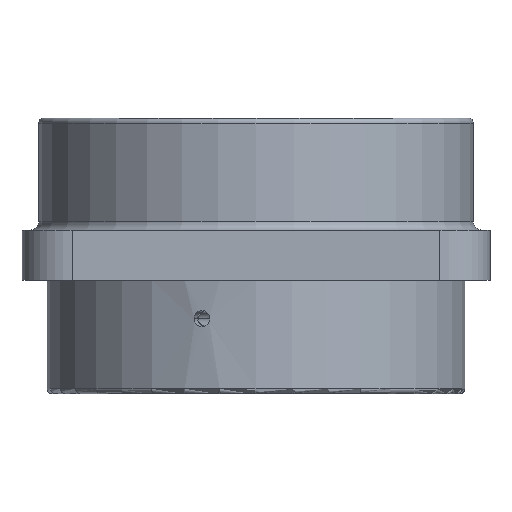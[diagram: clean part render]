
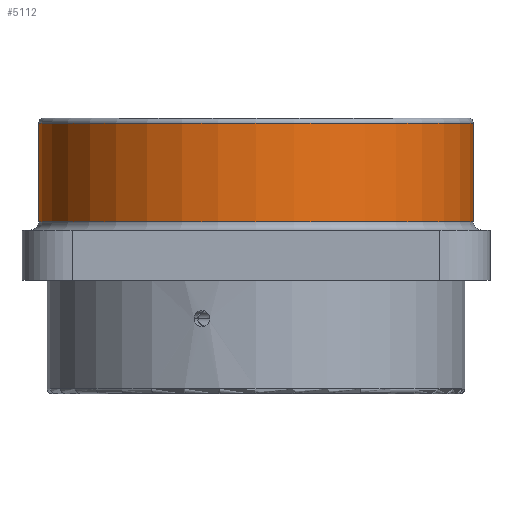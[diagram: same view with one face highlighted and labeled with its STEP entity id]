
A CAD part, front view. The second image highlights one B-rep face of the part: STEP entity #5112.
In plain terms, the highlighted cylindrical face has radius 130 mm (diameter 260 mm), a partial arc.
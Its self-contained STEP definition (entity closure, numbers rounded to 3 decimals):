
#8 = VERTEX_POINT ( 'NONE', #2919 ) ;
#127 = LINE ( 'NONE', #2159, #3767 ) ;
#232 = AXIS2_PLACEMENT_3D ( 'NONE', #2155, #3239, #3140 ) ;
#373 = ORIENTED_EDGE ( 'NONE', *, *, #4443, .T. ) ;
#412 = ORIENTED_EDGE ( 'NONE', *, *, #501, .T. ) ;
#501 = EDGE_CURVE ( 'NONE', #5355, #2233, #127, .T. ) ;
#633 = CARTESIAN_POINT ( 'NONE',  ( 0., 0., -3. ) ) ;
#1188 = DIRECTION ( 'NONE',  ( 0., 0., -1. ) ) ;
#1496 = DIRECTION ( 'NONE',  ( 0., 0., 1. ) ) ;
#1540 = EDGE_LOOP ( 'NONE', ( #5879, #373, #412, #3130 ) ) ;
#1703 = CARTESIAN_POINT ( 'NONE',  ( 130., 0., -62. ) ) ;
#1927 = DIRECTION ( 'NONE',  ( 0., 0., 1. ) ) ;
#2155 = CARTESIAN_POINT ( 'NONE',  ( 0., 0., -67. ) ) ;
#2159 = CARTESIAN_POINT ( 'NONE',  ( 130., 0., -67. ) ) ;
#2233 = VERTEX_POINT ( 'NONE', #6128 ) ;
#2241 = EDGE_CURVE ( 'NONE', #2233, #8, #2767, .T. ) ;
#2549 = LINE ( 'NONE', #6615, #3952 ) ;
#2767 = CIRCLE ( 'NONE', #3734, 130. ) ;
#2824 = AXIS2_PLACEMENT_3D ( 'NONE', #6580, #1927, #6644 ) ;
#2919 = CARTESIAN_POINT ( 'NONE',  ( -130., 0., -3. ) ) ;
#2996 = EDGE_CURVE ( 'NONE', #4617, #8, #2549, .T. ) ;
#3130 = ORIENTED_EDGE ( 'NONE', *, *, #2241, .T. ) ;
#3140 = DIRECTION ( 'NONE',  ( 1., 0., 0. ) ) ;
#3208 = DIRECTION ( 'NONE',  ( 0., 0., 1. ) ) ;
#3239 = DIRECTION ( 'NONE',  ( 0., 0., 1. ) ) ;
#3677 = CIRCLE ( 'NONE', #2824, 130. ) ;
#3734 = AXIS2_PLACEMENT_3D ( 'NONE', #633, #1188, #4599 ) ;
#3767 = VECTOR ( 'NONE', #3208, 1000. ) ;
#3952 = VECTOR ( 'NONE', #1496, 1000. ) ;
#4443 = EDGE_CURVE ( 'NONE', #4617, #5355, #3677, .T. ) ;
#4599 = DIRECTION ( 'NONE',  ( 1., 0., 0. ) ) ;
#4617 = VERTEX_POINT ( 'NONE', #5015 ) ;
#5015 = CARTESIAN_POINT ( 'NONE',  ( -130., 0., -62. ) ) ;
#5112 = ADVANCED_FACE ( 'NONE', ( #6334 ), #6367, .T. ) ;
#5355 = VERTEX_POINT ( 'NONE', #1703 ) ;
#5879 = ORIENTED_EDGE ( 'NONE', *, *, #2996, .F. ) ;
#6128 = CARTESIAN_POINT ( 'NONE',  ( 130., 0., -3. ) ) ;
#6334 = FACE_OUTER_BOUND ( 'NONE', #1540, .T. ) ;
#6367 = CYLINDRICAL_SURFACE ( 'NONE', #232, 130. ) ;
#6580 = CARTESIAN_POINT ( 'NONE',  ( 0., 0., -62. ) ) ;
#6615 = CARTESIAN_POINT ( 'NONE',  ( -130., 0., -67. ) ) ;
#6644 = DIRECTION ( 'NONE',  ( -1., 0., 0. ) ) ;
